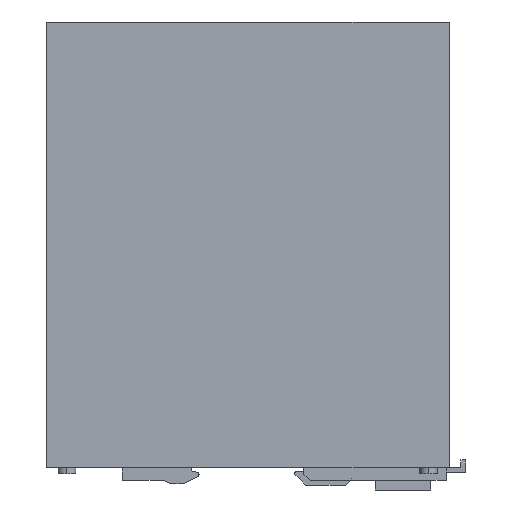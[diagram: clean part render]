
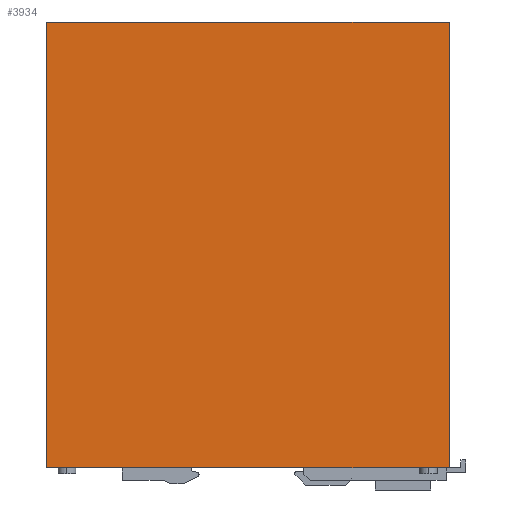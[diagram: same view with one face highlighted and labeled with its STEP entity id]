
A CAD part, left-side view. The second image highlights one B-rep face of the part: STEP entity #3934.
In plain terms, the highlighted planar face has unit normal (-1, 0, 0).
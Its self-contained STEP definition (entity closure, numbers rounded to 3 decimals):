
#185 = ORIENTED_EDGE ( 'NONE', *, *, #4784, .T. ) ;
#776 = DIRECTION ( 'NONE',  ( 0., 0., 1. ) ) ;
#1959 = CARTESIAN_POINT ( 'NONE',  ( -27.5, -63.5, -140.5 ) ) ;
#2287 = DIRECTION ( 'NONE',  ( 0., 0., 1. ) ) ;
#3934 = ADVANCED_FACE ( 'NONE', ( #16706 ), #20599, .T. ) ;
#3960 = VERTEX_POINT ( 'NONE', #5715 ) ;
#4283 = LINE ( 'NONE', #19157, #12772 ) ;
#4758 = CARTESIAN_POINT ( 'NONE',  ( -27.5, -63.5, 0. ) ) ;
#4784 = EDGE_CURVE ( 'NONE', #18938, #4790, #4283, .T. ) ;
#4790 = VERTEX_POINT ( 'NONE', #1959 ) ;
#5715 = CARTESIAN_POINT ( 'NONE',  ( -27.5, -63.5, 0. ) ) ;
#5760 = CARTESIAN_POINT ( 'NONE',  ( -27.5, -63.5, -140.5 ) ) ;
#6221 = ORIENTED_EDGE ( 'NONE', *, *, #15732, .F. ) ;
#6746 = CARTESIAN_POINT ( 'NONE',  ( -27.5, 63.5, -140.5 ) ) ;
#7267 = ORIENTED_EDGE ( 'NONE', *, *, #8865, .F. ) ;
#8066 = DIRECTION ( 'NONE',  ( 0., -1., 0. ) ) ;
#8424 = CARTESIAN_POINT ( 'NONE',  ( -27.5, 63.5, -140.5 ) ) ;
#8727 = EDGE_CURVE ( 'NONE', #4790, #3960, #15148, .T. ) ;
#8792 = VECTOR ( 'NONE', #22580, 1000. ) ;
#8865 = EDGE_CURVE ( 'NONE', #13155, #3960, #21470, .T. ) ;
#9613 = CARTESIAN_POINT ( 'NONE',  ( -27.5, -63.5, -140.5 ) ) ;
#12204 = DIRECTION ( 'NONE',  ( 0., -1., 0. ) ) ;
#12772 = VECTOR ( 'NONE', #8066, 1000. ) ;
#13155 = VERTEX_POINT ( 'NONE', #15415 ) ;
#13966 = LINE ( 'NONE', #6746, #15823 ) ;
#15148 = LINE ( 'NONE', #5760, #8792 ) ;
#15415 = CARTESIAN_POINT ( 'NONE',  ( -27.5, 63.5, 0. ) ) ;
#15732 = EDGE_CURVE ( 'NONE', #18938, #13155, #13966, .T. ) ;
#15823 = VECTOR ( 'NONE', #776, 1000. ) ;
#16706 = FACE_OUTER_BOUND ( 'NONE', #21547, .T. ) ;
#17753 = VECTOR ( 'NONE', #12204, 1000. ) ;
#18539 = AXIS2_PLACEMENT_3D ( 'NONE', #9613, #22770, #2287 ) ;
#18938 = VERTEX_POINT ( 'NONE', #8424 ) ;
#19157 = CARTESIAN_POINT ( 'NONE',  ( -27.5, -63.5, -140.5 ) ) ;
#20599 = PLANE ( 'NONE',  #18539 ) ;
#21181 = ORIENTED_EDGE ( 'NONE', *, *, #8727, .T. ) ;
#21470 = LINE ( 'NONE', #4758, #17753 ) ;
#21547 = EDGE_LOOP ( 'NONE', ( #7267, #6221, #185, #21181 ) ) ;
#22580 = DIRECTION ( 'NONE',  ( 0., 0., 1. ) ) ;
#22770 = DIRECTION ( 'NONE',  ( -1., 0., 0. ) ) ;
